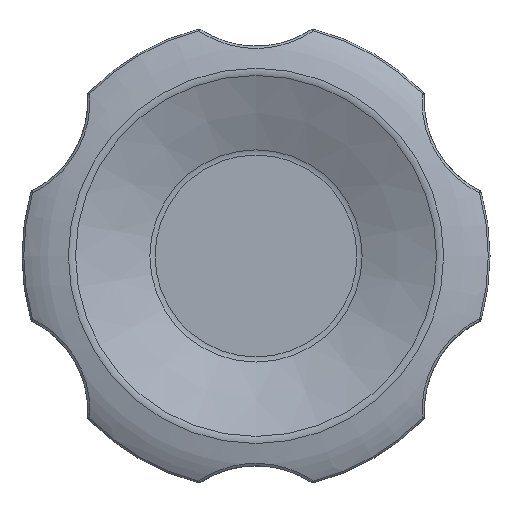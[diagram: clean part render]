
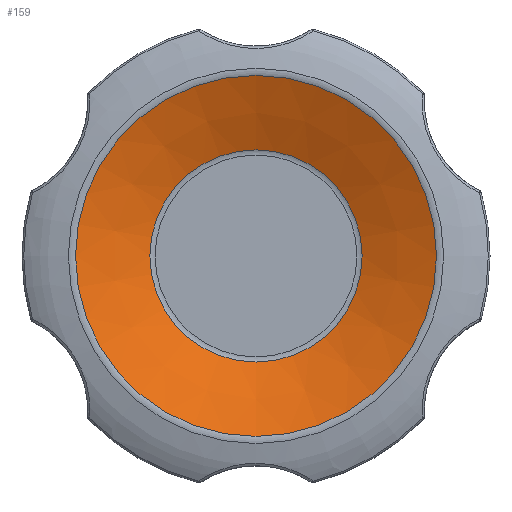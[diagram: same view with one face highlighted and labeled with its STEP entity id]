
A CAD part, top view. The second image highlights one B-rep face of the part: STEP entity #159.
In plain terms, the highlighted conical face has half-angle 67.38 degrees and reference radius 26.997 mm.
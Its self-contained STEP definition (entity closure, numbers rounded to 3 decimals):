
#159 = ADVANCED_FACE( '', ( #382, #383 ), #384, .F. );
#382 = FACE_BOUND( '', #1472, .T. );
#383 = FACE_OUTER_BOUND( '', #1473, .T. );
#384 = CONICAL_SURFACE( '', #1474, 26.997, 1.176 );
#1472 = EDGE_LOOP( '', ( #2965 ) );
#1473 = EDGE_LOOP( '', ( #2966 ) );
#1474 = AXIS2_PLACEMENT_3D( '', #2967, #2968, #2969 );
#2965 = ORIENTED_EDGE( '', *, *, #3554, .F. );
#2966 = ORIENTED_EDGE( '', *, *, #3555, .T. );
#2967 = CARTESIAN_POINT( '', ( 0., 0., 39.791 ) );
#2968 = DIRECTION( '', ( 0., 0., 1. ) );
#2969 = DIRECTION( '', ( 0., -1., 0. ) );
#3554 = EDGE_CURVE( '', #3861, #3861, #3862, .T. );
#3555 = EDGE_CURVE( '', #3863, #3863, #3864, .T. );
#3861 = VERTEX_POINT( '', #4754 );
#3862 = CIRCLE( '', #4755, 15.869 );
#3863 = VERTEX_POINT( '', #4756 );
#3864 = CIRCLE( '', #4757, 26.997 );
#4754 = CARTESIAN_POINT( '', ( 0., -15.869, 35.154 ) );
#4755 = AXIS2_PLACEMENT_3D( '', #5745, #5746, #5747 );
#4756 = CARTESIAN_POINT( '', ( 0., -26.997, 39.791 ) );
#4757 = AXIS2_PLACEMENT_3D( '', #5748, #5749, #5750 );
#5745 = CARTESIAN_POINT( '', ( 0., 0., 35.154 ) );
#5746 = DIRECTION( '', ( 0., 0., 1. ) );
#5747 = DIRECTION( '', ( 0., -1., 0. ) );
#5748 = CARTESIAN_POINT( '', ( 0., 0., 39.791 ) );
#5749 = DIRECTION( '', ( 0., 0., 1. ) );
#5750 = DIRECTION( '', ( 0., -1., 0. ) );
